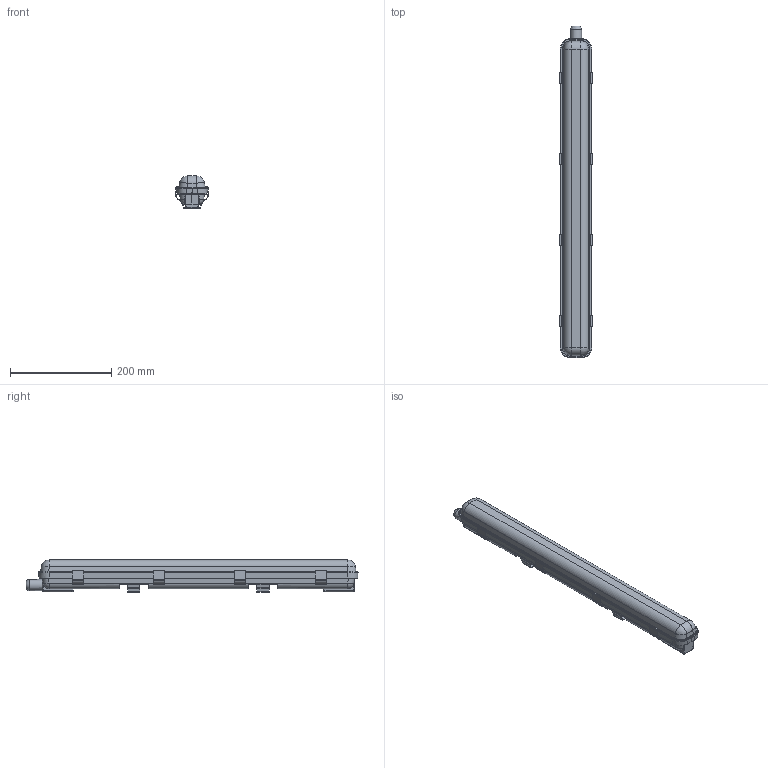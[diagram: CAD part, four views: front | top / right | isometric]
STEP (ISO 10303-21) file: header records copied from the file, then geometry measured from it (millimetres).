
FILE_DESCRIPTION (( 'STEP AP214' ), '1' );
FILE_NAME ('DP_H_1_600.STEP', '2024-01-11T07:02:50', ( '' ), ( '' ), 'SwSTEP 2.0', 'SolidWorks 2022', '' );
FILE_SCHEMA (( 'AUTOMOTIVE_DESIGN' ));
Length unit declared in the file: millimetre
Products named in the file (1): DP_H_1_600
Bounding box: 64.84 x 656.26 x 63.62 mm (x, y, z)
Volume: 239920.8 mm3; surface area: 333664.2 mm2
Topology: 13 solids, 13 shells, 515 faces, 1360 edges, 873 vertices
Faces by surface type: plane 230, cylinder 170, bspline 90, sphere 20, torus 5
Full cylindrical faces by diameter (mm): 6 x2, 16 x1, 22 x1
Entity records: 26651 total; most frequent: CARTESIAN_POINT 8947, ORIENTED_EDGE 2684, DIRECTION 2193, EDGE_CURVE 1342, VERTEX_POINT 866, AXIS2_PLACEMENT_3D 735, LINE 723, VECTOR 723
